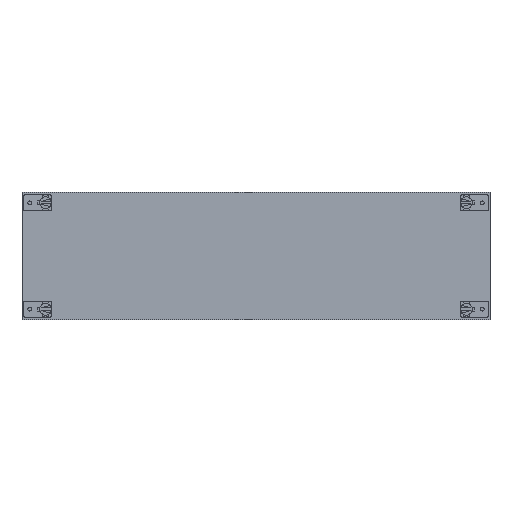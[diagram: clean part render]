
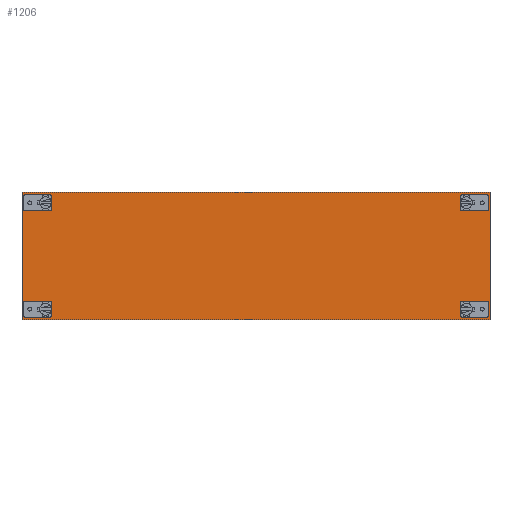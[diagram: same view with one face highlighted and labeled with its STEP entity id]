
A CAD part, top view. The second image highlights one B-rep face of the part: STEP entity #1206.
In plain terms, the highlighted planar face has unit normal (0, 0, 1).
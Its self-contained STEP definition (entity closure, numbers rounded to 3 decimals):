
#277=DIRECTION('',(-1.,0.,0.));
#278=VECTOR('',#277,5.239);
#279=CARTESIAN_POINT('',(531.65,35.31,1.));
#280=LINE('',#279,#278);
#291=DIRECTION('',(0.,-1.,0.));
#292=VECTOR('',#291,4.38);
#293=CARTESIAN_POINT('',(531.65,39.69,1.));
#294=LINE('',#293,#292);
#298=DIRECTION('',(1.,0.,0.));
#299=VECTOR('',#298,5.239);
#300=CARTESIAN_POINT('',(526.411,39.69,1.));
#301=LINE('',#300,#299);
#305=CARTESIAN_POINT('',(522.,37.5,1.));
#306=DIRECTION('',(0.,0.,1.));
#307=DIRECTION('',(0.896,0.445,0.));
#308=AXIS2_PLACEMENT_3D('',#305,#306,#307);
#313=CARTESIAN_POINT('',(541.,37.5,1.));
#314=DIRECTION('',(0.,0.,1.));
#315=DIRECTION('',(-1.,0.,0.));
#316=AXIS2_PLACEMENT_3D('',#313,#314,#315);
#321=CARTESIAN_POINT('',(541.,37.5,1.));
#322=DIRECTION('',(0.,0.,1.));
#323=DIRECTION('',(1.,0.,0.));
#324=AXIS2_PLACEMENT_3D('',#321,#322,#323);
#329=CARTESIAN_POINT('',(522.,-87.5,1.));
#330=DIRECTION('',(0.,0.,1.));
#331=DIRECTION('',(0.904,0.427,0.));
#332=AXIS2_PLACEMENT_3D('',#329,#330,#331);
#337=CARTESIAN_POINT('',(541.,-87.5,1.));
#338=DIRECTION('',(0.,0.,1.));
#339=DIRECTION('',(1.,0.,0.));
#340=AXIS2_PLACEMENT_3D('',#337,#338,#339);
#345=CARTESIAN_POINT('',(541.,-87.5,1.));
#346=DIRECTION('',(0.,0.,1.));
#347=DIRECTION('',(-1.,0.,0.));
#348=AXIS2_PLACEMENT_3D('',#345,#346,#347);
#353=CARTESIAN_POINT('',(9.,37.5,1.));
#354=DIRECTION('',(0.,0.,1.));
#355=DIRECTION('',(1.,0.,0.));
#356=AXIS2_PLACEMENT_3D('',#353,#354,#355);
#361=CARTESIAN_POINT('',(9.,37.5,1.));
#362=DIRECTION('',(0.,0.,1.));
#363=DIRECTION('',(-1.,0.,0.));
#364=AXIS2_PLACEMENT_3D('',#361,#362,#363);
#369=CARTESIAN_POINT('',(28.,37.5,1.));
#370=DIRECTION('',(0.,0.,1.));
#371=DIRECTION('',(-0.896,-0.445,0.));
#372=AXIS2_PLACEMENT_3D('',#369,#370,#371);
#377=CARTESIAN_POINT('',(9.,-87.5,1.));
#378=DIRECTION('',(0.,0.,1.));
#379=DIRECTION('',(1.,0.,0.));
#380=AXIS2_PLACEMENT_3D('',#377,#378,#379);
#385=CARTESIAN_POINT('',(9.,-87.5,1.));
#386=DIRECTION('',(0.,0.,1.));
#387=DIRECTION('',(-1.,0.,0.));
#388=AXIS2_PLACEMENT_3D('',#385,#386,#387);
#393=CARTESIAN_POINT('',(28.,-87.5,1.));
#394=DIRECTION('',(0.,0.,1.));
#395=DIRECTION('',(-0.904,-0.427,0.));
#396=AXIS2_PLACEMENT_3D('',#393,#394,#395);
#401=DIRECTION('',(0.,1.,0.));
#402=VECTOR('',#401,150.);
#403=CARTESIAN_POINT('',(0.,-100.,1.));
#404=LINE('',#403,#402);
#443=DIRECTION('',(-1.,0.,0.));
#444=VECTOR('',#443,5.016);
#445=CARTESIAN_POINT('',(531.65,-89.69,1.));
#446=LINE('',#445,#444);
#457=DIRECTION('',(0.,-1.,0.));
#458=VECTOR('',#457,4.38);
#459=CARTESIAN_POINT('',(531.65,-85.31,1.));
#460=LINE('',#459,#458);
#464=DIRECTION('',(1.,0.,0.));
#465=VECTOR('',#464,5.016);
#466=CARTESIAN_POINT('',(526.634,-85.31,1.));
#467=LINE('',#466,#465);
#520=DIRECTION('',(1.,0.,0.));
#521=VECTOR('',#520,5.239);
#522=CARTESIAN_POINT('',(18.35,39.69,1.));
#523=LINE('',#522,#521);
#534=DIRECTION('',(0.,1.,0.));
#535=VECTOR('',#534,4.38);
#536=CARTESIAN_POINT('',(18.35,35.31,1.));
#537=LINE('',#536,#535);
#541=DIRECTION('',(-1.,0.,0.));
#542=VECTOR('',#541,5.239);
#543=CARTESIAN_POINT('',(23.589,35.31,1.));
#544=LINE('',#543,#542);
#583=DIRECTION('',(1.,0.,0.));
#584=VECTOR('',#583,5.016);
#585=CARTESIAN_POINT('',(18.35,-85.31,1.));
#586=LINE('',#585,#584);
#597=DIRECTION('',(0.,1.,0.));
#598=VECTOR('',#597,4.38);
#599=CARTESIAN_POINT('',(18.35,-89.69,1.));
#600=LINE('',#599,#598);
#604=DIRECTION('',(-1.,0.,0.));
#605=VECTOR('',#604,5.016);
#606=CARTESIAN_POINT('',(23.366,-89.69,1.));
#607=LINE('',#606,#605);
#625=DIRECTION('',(-1.,0.,0.));
#626=VECTOR('',#625,550.);
#627=CARTESIAN_POINT('',(550.,50.,1.));
#628=LINE('',#627,#626);
#709=DIRECTION('',(0.,1.,0.));
#710=VECTOR('',#709,150.);
#711=CARTESIAN_POINT('',(550.,-100.,1.));
#712=LINE('',#711,#710);
#737=DIRECTION('',(1.,0.,0.));
#738=VECTOR('',#737,550.);
#739=CARTESIAN_POINT('',(0.,-100.,1.));
#740=LINE('',#739,#738);
#871=CARTESIAN_POINT('',(23.589,39.69,1.));
#872=VERTEX_POINT('',#871);
#873=CARTESIAN_POINT('',(23.589,35.31,1.));
#874=VERTEX_POINT('',#873);
#875=CARTESIAN_POINT('',(18.35,39.69,1.));
#876=VERTEX_POINT('',#875);
#877=CARTESIAN_POINT('',(18.35,35.31,1.));
#878=VERTEX_POINT('',#877);
#879=CARTESIAN_POINT('',(0.,-100.,1.));
#880=CARTESIAN_POINT('',(0.,50.,1.));
#881=VERTEX_POINT('',#879);
#882=VERTEX_POINT('',#880);
#883=CARTESIAN_POINT('',(13.25,37.5,1.));
#884=CARTESIAN_POINT('',(4.75,37.5,1.));
#885=VERTEX_POINT('',#883);
#886=VERTEX_POINT('',#884);
#887=CARTESIAN_POINT('',(13.25,-87.5,1.));
#888=CARTESIAN_POINT('',(4.75,-87.5,1.));
#889=VERTEX_POINT('',#887);
#890=VERTEX_POINT('',#888);
#891=CARTESIAN_POINT('',(18.35,-85.31,1.));
#892=CARTESIAN_POINT('',(23.366,-85.31,1.));
#893=VERTEX_POINT('',#891);
#894=VERTEX_POINT('',#892);
#895=CARTESIAN_POINT('',(18.35,-89.69,1.));
#896=VERTEX_POINT('',#895);
#897=CARTESIAN_POINT('',(23.366,-89.69,1.));
#898=VERTEX_POINT('',#897);
#943=CARTESIAN_POINT('',(536.75,37.5,1.));
#944=CARTESIAN_POINT('',(545.25,37.5,1.));
#945=VERTEX_POINT('',#943);
#946=VERTEX_POINT('',#944);
#947=CARTESIAN_POINT('',(531.65,35.31,1.));
#948=CARTESIAN_POINT('',(526.411,35.31,1.));
#949=VERTEX_POINT('',#947);
#950=VERTEX_POINT('',#948);
#951=CARTESIAN_POINT('',(531.65,39.69,1.));
#952=VERTEX_POINT('',#951);
#953=CARTESIAN_POINT('',(526.411,39.69,1.));
#954=VERTEX_POINT('',#953);
#955=CARTESIAN_POINT('',(545.25,-87.5,1.));
#956=CARTESIAN_POINT('',(536.75,-87.5,1.));
#957=VERTEX_POINT('',#955);
#958=VERTEX_POINT('',#956);
#959=CARTESIAN_POINT('',(531.65,-89.69,1.));
#960=CARTESIAN_POINT('',(526.634,-89.69,1.));
#961=VERTEX_POINT('',#959);
#962=VERTEX_POINT('',#960);
#963=CARTESIAN_POINT('',(531.65,-85.31,1.));
#964=VERTEX_POINT('',#963);
#965=CARTESIAN_POINT('',(526.634,-85.31,1.));
#966=VERTEX_POINT('',#965);
#967=CARTESIAN_POINT('',(550.,-100.,1.));
#968=VERTEX_POINT('',#967);
#969=CARTESIAN_POINT('',(550.,50.,1.));
#970=VERTEX_POINT('',#969);
#1131=CARTESIAN_POINT('',(0.,0.,1.));
#1132=DIRECTION('',(0.,0.,1.));
#1133=DIRECTION('',(1.,0.,0.));
#1134=AXIS2_PLACEMENT_3D('',#1131,#1132,#1133);
#1135=PLANE('',#1134);
#1137=ORIENTED_EDGE('',*,*,#1136,.F.);
#1139=ORIENTED_EDGE('',*,*,#1138,.F.);
#1141=ORIENTED_EDGE('',*,*,#1140,.F.);
#1143=ORIENTED_EDGE('',*,*,#1142,.T.);
#1144=EDGE_LOOP('',(#1137,#1139,#1141,#1143));
#1145=FACE_OUTER_BOUND('',#1144,.F.);
#1147=ORIENTED_EDGE('',*,*,#1146,.T.);
#1149=ORIENTED_EDGE('',*,*,#1148,.T.);
#1150=EDGE_LOOP('',(#1147,#1149));
#1151=FACE_BOUND('',#1150,.F.);
#1153=ORIENTED_EDGE('',*,*,#1152,.T.);
#1155=ORIENTED_EDGE('',*,*,#1154,.F.);
#1157=ORIENTED_EDGE('',*,*,#1156,.F.);
#1159=ORIENTED_EDGE('',*,*,#1158,.F.);
#1160=EDGE_LOOP('',(#1153,#1155,#1157,#1159));
#1161=FACE_BOUND('',#1160,.F.);
#1163=ORIENTED_EDGE('',*,*,#1162,.T.);
#1165=ORIENTED_EDGE('',*,*,#1164,.T.);
#1166=EDGE_LOOP('',(#1163,#1165));
#1167=FACE_BOUND('',#1166,.F.);
#1169=ORIENTED_EDGE('',*,*,#1168,.T.);
#1171=ORIENTED_EDGE('',*,*,#1170,.T.);
#1172=EDGE_LOOP('',(#1169,#1171));
#1173=FACE_BOUND('',#1172,.F.);
#1175=ORIENTED_EDGE('',*,*,#1174,.T.);
#1177=ORIENTED_EDGE('',*,*,#1176,.F.);
#1179=ORIENTED_EDGE('',*,*,#1178,.F.);
#1181=ORIENTED_EDGE('',*,*,#1180,.F.);
#1182=EDGE_LOOP('',(#1175,#1177,#1179,#1181));
#1183=FACE_BOUND('',#1182,.F.);
#1185=ORIENTED_EDGE('',*,*,#1184,.T.);
#1187=ORIENTED_EDGE('',*,*,#1186,.T.);
#1188=EDGE_LOOP('',(#1185,#1187));
#1189=FACE_BOUND('',#1188,.F.);
#1191=ORIENTED_EDGE('',*,*,#1190,.T.);
#1193=ORIENTED_EDGE('',*,*,#1192,.F.);
#1195=ORIENTED_EDGE('',*,*,#1194,.F.);
#1197=ORIENTED_EDGE('',*,*,#1196,.F.);
#1198=EDGE_LOOP('',(#1191,#1193,#1195,#1197));
#1199=FACE_BOUND('',#1198,.F.);
#1200=ORIENTED_EDGE('',*,*,#1083,.T.);
#1201=ORIENTED_EDGE('',*,*,#1098,.F.);
#1202=ORIENTED_EDGE('',*,*,#1112,.F.);
#1203=ORIENTED_EDGE('',*,*,#1125,.F.);
#1204=EDGE_LOOP('',(#1200,#1201,#1202,#1203));
#1205=FACE_BOUND('',#1204,.F.);
#309=CIRCLE('',#308,4.925);
#317=CIRCLE('',#316,4.25);
#325=CIRCLE('',#324,4.25);
#333=CIRCLE('',#332,5.125);
#341=CIRCLE('',#340,4.25);
#349=CIRCLE('',#348,4.25);
#357=CIRCLE('',#356,4.25);
#365=CIRCLE('',#364,4.25);
#373=CIRCLE('',#372,4.925);
#381=CIRCLE('',#380,4.25);
#389=CIRCLE('',#388,4.25);
#397=CIRCLE('',#396,5.125);
#1083=EDGE_CURVE('',#954,#950,#309,.T.);
#1098=EDGE_CURVE('',#949,#950,#280,.T.);
#1112=EDGE_CURVE('',#952,#949,#294,.T.);
#1125=EDGE_CURVE('',#954,#952,#301,.T.);
#1136=EDGE_CURVE('',#970,#882,#628,.T.);
#1138=EDGE_CURVE('',#968,#970,#712,.T.);
#1140=EDGE_CURVE('',#881,#968,#740,.T.);
#1142=EDGE_CURVE('',#881,#882,#404,.T.);
#1146=EDGE_CURVE('',#945,#946,#317,.T.);
#1148=EDGE_CURVE('',#946,#945,#325,.T.);
#1152=EDGE_CURVE('',#966,#962,#333,.T.);
#1154=EDGE_CURVE('',#961,#962,#446,.T.);
#1156=EDGE_CURVE('',#964,#961,#460,.T.);
#1158=EDGE_CURVE('',#966,#964,#467,.T.);
#1162=EDGE_CURVE('',#957,#958,#341,.T.);
#1164=EDGE_CURVE('',#958,#957,#349,.T.);
#1168=EDGE_CURVE('',#885,#886,#357,.T.);
#1170=EDGE_CURVE('',#886,#885,#365,.T.);
#1174=EDGE_CURVE('',#874,#872,#373,.T.);
#1176=EDGE_CURVE('',#876,#872,#523,.T.);
#1178=EDGE_CURVE('',#878,#876,#537,.T.);
#1180=EDGE_CURVE('',#874,#878,#544,.T.);
#1184=EDGE_CURVE('',#889,#890,#381,.T.);
#1186=EDGE_CURVE('',#890,#889,#389,.T.);
#1190=EDGE_CURVE('',#898,#894,#397,.T.);
#1192=EDGE_CURVE('',#893,#894,#586,.T.);
#1194=EDGE_CURVE('',#896,#893,#600,.T.);
#1196=EDGE_CURVE('',#898,#896,#607,.T.);
#1206=ADVANCED_FACE('',(#1145,#1151,#1161,#1167,#1173,#1183,#1189,#1199,#1205),
#1135,.T.);
